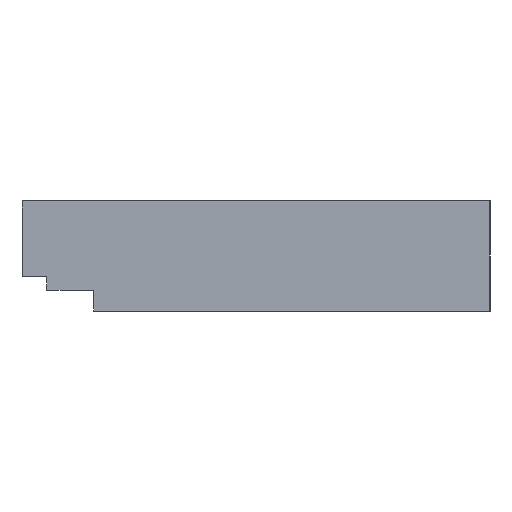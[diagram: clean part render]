
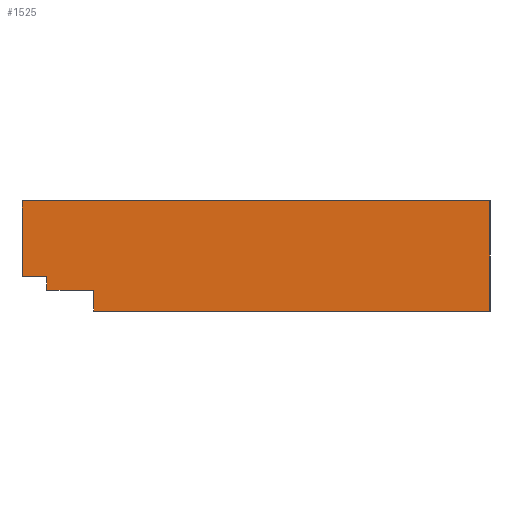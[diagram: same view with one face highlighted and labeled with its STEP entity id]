
A CAD part, left-side view. The second image highlights one B-rep face of the part: STEP entity #1525.
In plain terms, the highlighted planar face has unit normal (-1, 0, 0).
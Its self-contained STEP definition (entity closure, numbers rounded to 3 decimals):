
#42 = CARTESIAN_POINT ( 'NONE',  ( 0., 32.2, 1.5 ) ) ;
#60 = ORIENTED_EDGE ( 'NONE', *, *, #1604, .T. ) ;
#116 = LINE ( 'NONE', #413, #594 ) ;
#137 = CARTESIAN_POINT ( 'NONE',  ( 0., 34., 2.5 ) ) ;
#140 = VERTEX_POINT ( 'NONE', #1355 ) ;
#168 = LINE ( 'NONE', #1066, #1804 ) ;
#212 = LINE ( 'NONE', #1984, #1851 ) ;
#221 = EDGE_CURVE ( 'NONE', #140, #283, #116, .T. ) ;
#240 = CARTESIAN_POINT ( 'NONE',  ( 0., 32.2, 2.5 ) ) ;
#278 = DIRECTION ( 'NONE',  ( 0., -1., 0. ) ) ;
#283 = VERTEX_POINT ( 'NONE', #137 ) ;
#286 = ORIENTED_EDGE ( 'NONE', *, *, #1685, .F. ) ;
#313 = EDGE_CURVE ( 'NONE', #1677, #1767, #212, .T. ) ;
#319 = CARTESIAN_POINT ( 'NONE',  ( 0., 28.8, 0. ) ) ;
#369 = CARTESIAN_POINT ( 'NONE',  ( 0., 0., 0. ) ) ;
#388 = VECTOR ( 'NONE', #1793, 1000. ) ;
#413 = CARTESIAN_POINT ( 'NONE',  ( 0., 34., 8. ) ) ;
#430 = DIRECTION ( 'NONE',  ( 0., 0., -1. ) ) ;
#454 = DIRECTION ( 'NONE',  ( 0., 0., -1. ) ) ;
#545 = LINE ( 'NONE', #1365, #565 ) ;
#565 = VECTOR ( 'NONE', #430, 1000. ) ;
#594 = VECTOR ( 'NONE', #729, 1000. ) ;
#601 = CARTESIAN_POINT ( 'NONE',  ( 0., 32.2, 2.5 ) ) ;
#668 = ORIENTED_EDGE ( 'NONE', *, *, #313, .T. ) ;
#727 = LINE ( 'NONE', #1198, #970 ) ;
#729 = DIRECTION ( 'NONE',  ( 0., 0., -1. ) ) ;
#738 = DIRECTION ( 'NONE',  ( 0., 0., -1. ) ) ;
#750 = CARTESIAN_POINT ( 'NONE',  ( 0., 0., 8. ) ) ;
#827 = CARTESIAN_POINT ( 'NONE',  ( 0., 28.8, 1.5 ) ) ;
#834 = VERTEX_POINT ( 'NONE', #601 ) ;
#850 = VERTEX_POINT ( 'NONE', #750 ) ;
#889 = PLANE ( 'NONE',  #1939 ) ;
#960 = ORIENTED_EDGE ( 'NONE', *, *, #221, .T. ) ;
#970 = VECTOR ( 'NONE', #1044, 1000. ) ;
#986 = LINE ( 'NONE', #240, #388 ) ;
#1044 = DIRECTION ( 'NONE',  ( 0., -1., 0. ) ) ;
#1063 = EDGE_CURVE ( 'NONE', #1152, #1947, #727, .T. ) ;
#1066 = CARTESIAN_POINT ( 'NONE',  ( 0., 28.8, 1.5 ) ) ;
#1073 = ORIENTED_EDGE ( 'NONE', *, *, #1063, .T. ) ;
#1081 = LINE ( 'NONE', #42, #1320 ) ;
#1092 = DIRECTION ( 'NONE',  ( 0., 0., -1. ) ) ;
#1125 = LINE ( 'NONE', #1150, #1967 ) ;
#1135 = DIRECTION ( 'NONE',  ( 0., -1., 0. ) ) ;
#1150 = CARTESIAN_POINT ( 'NONE',  ( 0., 34., 8. ) ) ;
#1152 = VERTEX_POINT ( 'NONE', #319 ) ;
#1198 = CARTESIAN_POINT ( 'NONE',  ( 0., 34., 0. ) ) ;
#1237 = ORIENTED_EDGE ( 'NONE', *, *, #1815, .T. ) ;
#1320 = VECTOR ( 'NONE', #1092, 1000. ) ;
#1350 = CARTESIAN_POINT ( 'NONE',  ( 0., 34., 8. ) ) ;
#1355 = CARTESIAN_POINT ( 'NONE',  ( 0., 34., 8. ) ) ;
#1365 = CARTESIAN_POINT ( 'NONE',  ( 0., 0., 8. ) ) ;
#1439 = EDGE_CURVE ( 'NONE', #140, #850, #1125, .T. ) ;
#1455 = ORIENTED_EDGE ( 'NONE', *, *, #1617, .T. ) ;
#1525 = ADVANCED_FACE ( 'NONE', ( #1541 ), #889, .F. ) ;
#1541 = FACE_OUTER_BOUND ( 'NONE', #1746, .T. ) ;
#1604 = EDGE_CURVE ( 'NONE', #283, #834, #986, .T. ) ;
#1617 = EDGE_CURVE ( 'NONE', #1767, #1152, #168, .T. ) ;
#1677 = VERTEX_POINT ( 'NONE', #1697 ) ;
#1685 = EDGE_CURVE ( 'NONE', #850, #1947, #545, .T. ) ;
#1697 = CARTESIAN_POINT ( 'NONE',  ( 0., 32.2, 1.5 ) ) ;
#1746 = EDGE_LOOP ( 'NONE', ( #668, #1455, #1073, #286, #1996, #960, #60, #1237 ) ) ;
#1767 = VERTEX_POINT ( 'NONE', #827 ) ;
#1789 = DIRECTION ( 'NONE',  ( 1., 0., 0. ) ) ;
#1793 = DIRECTION ( 'NONE',  ( 0., -1., 0. ) ) ;
#1804 = VECTOR ( 'NONE', #454, 1000. ) ;
#1815 = EDGE_CURVE ( 'NONE', #834, #1677, #1081, .T. ) ;
#1851 = VECTOR ( 'NONE', #278, 1000. ) ;
#1939 = AXIS2_PLACEMENT_3D ( 'NONE', #1350, #1789, #738 ) ;
#1947 = VERTEX_POINT ( 'NONE', #369 ) ;
#1967 = VECTOR ( 'NONE', #1135, 1000. ) ;
#1984 = CARTESIAN_POINT ( 'NONE',  ( 0., 32.2, 1.5 ) ) ;
#1996 = ORIENTED_EDGE ( 'NONE', *, *, #1439, .F. ) ;
